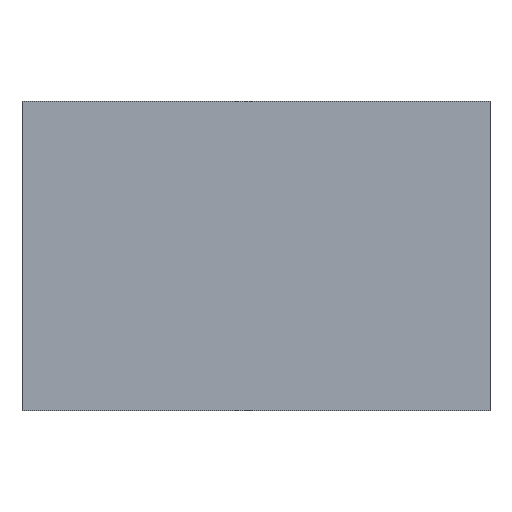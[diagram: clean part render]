
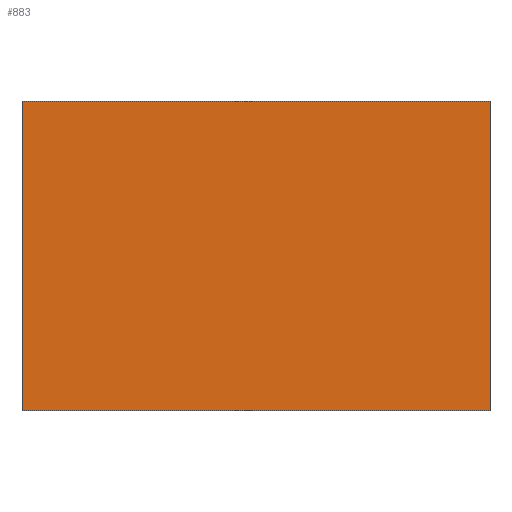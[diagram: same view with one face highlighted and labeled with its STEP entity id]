
A CAD part, left-side view. The second image highlights one B-rep face of the part: STEP entity #883.
In plain terms, the highlighted planar face has unit normal (-1, 0, 0).
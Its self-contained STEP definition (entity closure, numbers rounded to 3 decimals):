
#91=PLANE('',#964);
#148=FACE_OUTER_BOUND('',#205,.T.);
#205=EDGE_LOOP('',(#754,#755,#756,#757));
#270=LINE('',#1559,#326);
#271=LINE('',#1561,#327);
#272=LINE('',#1563,#328);
#273=LINE('',#1564,#329);
#326=VECTOR('',#1140,10.);
#327=VECTOR('',#1141,10.);
#328=VECTOR('',#1142,10.);
#329=VECTOR('',#1143,10.);
#446=VERTEX_POINT('',#1557);
#447=VERTEX_POINT('',#1558);
#448=VERTEX_POINT('',#1560);
#449=VERTEX_POINT('',#1562);
#562=EDGE_CURVE('',#446,#447,#270,.T.);
#563=EDGE_CURVE('',#446,#448,#271,.T.);
#564=EDGE_CURVE('',#449,#448,#272,.T.);
#565=EDGE_CURVE('',#447,#449,#273,.T.);
#754=ORIENTED_EDGE('',*,*,#562,.F.);
#755=ORIENTED_EDGE('',*,*,#563,.T.);
#756=ORIENTED_EDGE('',*,*,#564,.F.);
#757=ORIENTED_EDGE('',*,*,#565,.F.);
#883=ADVANCED_FACE('',(#148),#91,.T.);
#964=AXIS2_PLACEMENT_3D('',#1556,#1138,#1139);
#1138=DIRECTION('center_axis',(-1.,0.,0.));
#1139=DIRECTION('ref_axis',(0.,1.,0.));
#1140=DIRECTION('',(0.,-1.,0.));
#1141=DIRECTION('',(0.,0.,-1.));
#1142=DIRECTION('',(0.,1.,0.));
#1143=DIRECTION('',(0.,0.,-1.));
#1556=CARTESIAN_POINT('Origin',(-135.,-115.,-20.));
#1557=CARTESIAN_POINT('',(-135.,115.,-20.));
#1558=CARTESIAN_POINT('',(-135.,-115.,-20.));
#1559=CARTESIAN_POINT('',(-135.,115.,-20.));
#1560=CARTESIAN_POINT('',(-135.,115.,-172.35));
#1561=CARTESIAN_POINT('',(-135.,115.,-20.));
#1562=CARTESIAN_POINT('',(-135.,-115.,-172.35));
#1563=CARTESIAN_POINT('',(-135.,115.,-172.35));
#1564=CARTESIAN_POINT('',(-135.,-115.,-20.));
